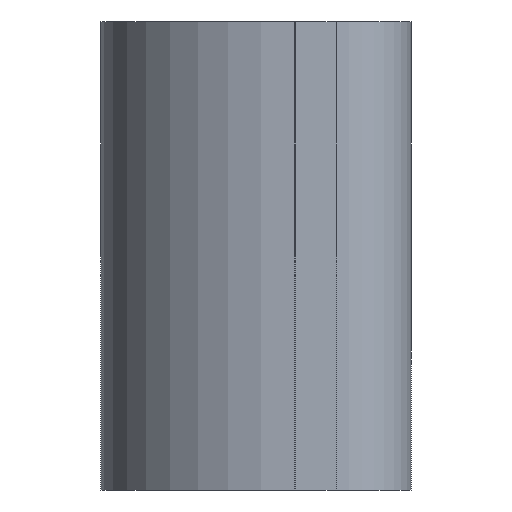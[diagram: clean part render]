
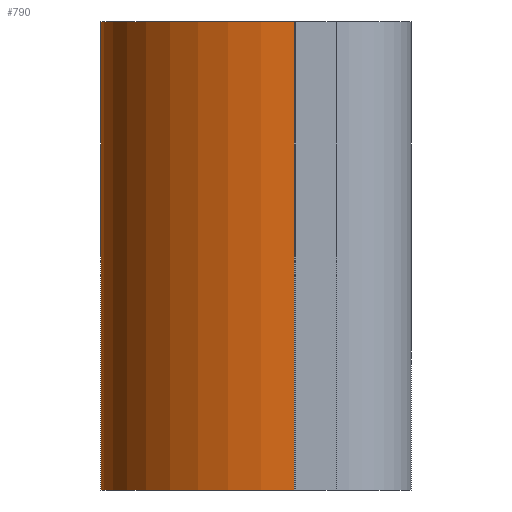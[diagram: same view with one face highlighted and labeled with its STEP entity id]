
A CAD part, left-side view. The second image highlights one B-rep face of the part: STEP entity #790.
In plain terms, the highlighted cylindrical face has radius 7.874 mm (diameter 15.748 mm), a partial arc.
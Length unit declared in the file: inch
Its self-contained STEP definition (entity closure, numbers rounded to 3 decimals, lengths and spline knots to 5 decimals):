
#50 = CARTESIAN_POINT ( 'NONE',  ( -0.502, 0.187, 0.375 ) ) ;
#73 = DIRECTION ( 'NONE',  ( 1., 0., 0. ) ) ;
#77 = DIRECTION ( 'NONE',  ( 0., 0., -1. ) ) ;
#78 = CARTESIAN_POINT ( 'NONE',  ( -0.812, 0.187, 0.375 ) ) ;
#82 = VERTEX_POINT ( 'NONE', #228 ) ;
#132 = CARTESIAN_POINT ( 'NONE',  ( -1.122, 0.187, 0.375 ) ) ;
#133 = CARTESIAN_POINT ( 'NONE',  ( -0.812, 0.187, 0.375 ) ) ;
#150 = VECTOR ( 'NONE', #764, 39.37008 ) ;
#154 = CARTESIAN_POINT ( 'NONE',  ( -0.812, 0.187, -0.375 ) ) ;
#159 = VERTEX_POINT ( 'NONE', #132 ) ;
#170 = CIRCLE ( 'NONE', #411, 0.31 ) ;
#174 = CARTESIAN_POINT ( 'NONE',  ( -1.122, 0.187, 0.375 ) ) ;
#197 = DIRECTION ( 'NONE',  ( 1., 0., 0. ) ) ;
#225 = EDGE_LOOP ( 'NONE', ( #615, #498, #439, #650 ) ) ;
#228 = CARTESIAN_POINT ( 'NONE',  ( -0.502, 0.187, -0.375 ) ) ;
#241 = CARTESIAN_POINT ( 'NONE',  ( -0.502, 0.187, 0.375 ) ) ;
#273 = EDGE_CURVE ( 'NONE', #558, #82, #573, .T. ) ;
#335 = DIRECTION ( 'NONE',  ( -1., 0., 0. ) ) ;
#367 = DIRECTION ( 'NONE',  ( 0., 0., -1. ) ) ;
#411 = AXIS2_PLACEMENT_3D ( 'NONE', #133, #592, #197 ) ;
#428 = AXIS2_PLACEMENT_3D ( 'NONE', #78, #541, #335 ) ;
#439 = ORIENTED_EDGE ( 'NONE', *, *, #743, .T. ) ;
#498 = ORIENTED_EDGE ( 'NONE', *, *, #574, .F. ) ;
#521 = VECTOR ( 'NONE', #367, 39.37008 ) ;
#541 = DIRECTION ( 'NONE',  ( 0., 0., -1. ) ) ;
#548 = LINE ( 'NONE', #174, #521 ) ;
#558 = VERTEX_POINT ( 'NONE', #814 ) ;
#573 = CIRCLE ( 'NONE', #805, 0.31 ) ;
#574 = EDGE_CURVE ( 'NONE', #159, #558, #548, .T. ) ;
#592 = DIRECTION ( 'NONE',  ( 0., 0., -1. ) ) ;
#615 = ORIENTED_EDGE ( 'NONE', *, *, #273, .F. ) ;
#616 = EDGE_CURVE ( 'NONE', #618, #82, #642, .T. ) ;
#618 = VERTEX_POINT ( 'NONE', #50 ) ;
#642 = LINE ( 'NONE', #241, #150 ) ;
#650 = ORIENTED_EDGE ( 'NONE', *, *, #616, .T. ) ;
#743 = EDGE_CURVE ( 'NONE', #159, #618, #170, .T. ) ;
#764 = DIRECTION ( 'NONE',  ( 0., 0., -1. ) ) ;
#790 = ADVANCED_FACE ( 'NONE', ( #812 ), #796, .T. ) ;
#796 = CYLINDRICAL_SURFACE ( 'NONE', #428, 0.31 ) ;
#805 = AXIS2_PLACEMENT_3D ( 'NONE', #154, #77, #73 ) ;
#812 = FACE_OUTER_BOUND ( 'NONE', #225, .T. ) ;
#814 = CARTESIAN_POINT ( 'NONE',  ( -1.122, 0.187, -0.375 ) ) ;
